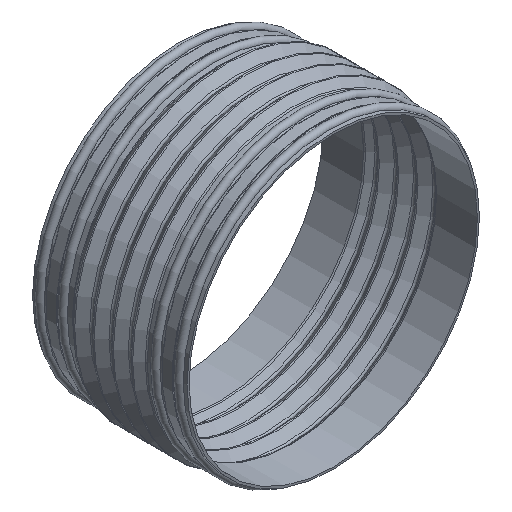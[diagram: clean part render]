
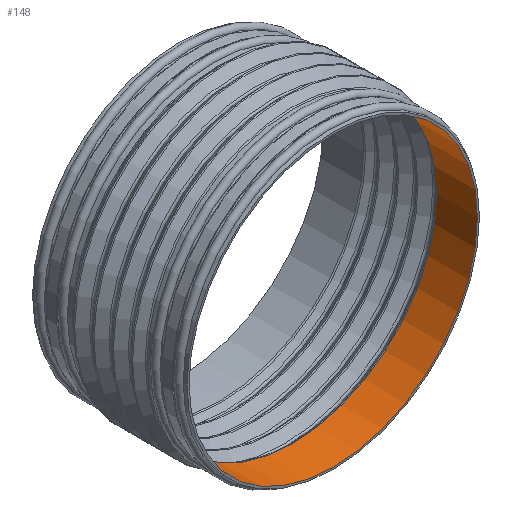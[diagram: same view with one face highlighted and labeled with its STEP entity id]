
A CAD part, isometric view. The second image highlights one B-rep face of the part: STEP entity #148.
In plain terms, the highlighted cylindrical face has radius 140 mm (diameter 280 mm), a full revolution.
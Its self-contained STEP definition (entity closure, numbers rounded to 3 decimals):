
#148 = ADVANCED_FACE( '', ( #377, #378 ), #379, .F. );
#377 = FACE_OUTER_BOUND( '', #724, .T. );
#378 = FACE_OUTER_BOUND( '', #725, .T. );
#379 = CYLINDRICAL_SURFACE( '', #726, 140. );
#724 = EDGE_LOOP( '', ( #1120 ) );
#725 = EDGE_LOOP( '', ( #1121 ) );
#726 = AXIS2_PLACEMENT_3D( '', #1122, #1123, #1124 );
#1120 = ORIENTED_EDGE( '', *, *, #1785, .T. );
#1121 = ORIENTED_EDGE( '', *, *, #1786, .F. );
#1122 = CARTESIAN_POINT( '', ( 0., 0., 0. ) );
#1123 = DIRECTION( '', ( 0., 1., 0. ) );
#1124 = DIRECTION( '', ( 0., 0., -1. ) );
#1785 = EDGE_CURVE( '', #2097, #2097, #2098, .T. );
#1786 = EDGE_CURVE( '', #2099, #2099, #2100, .T. );
#2097 = VERTEX_POINT( '', #2502 );
#2098 = CIRCLE( '', #2503, 140. );
#2099 = VERTEX_POINT( '', #2504 );
#2100 = CIRCLE( '', #2505, 140. );
#2502 = CARTESIAN_POINT( '', ( 0., 0., -140. ) );
#2503 = AXIS2_PLACEMENT_3D( '', #2957, #2958, #2959 );
#2504 = CARTESIAN_POINT( '', ( 0., 39.5, -140. ) );
#2505 = AXIS2_PLACEMENT_3D( '', #2960, #2961, #2962 );
#2957 = CARTESIAN_POINT( '', ( 0., 0., 0. ) );
#2958 = DIRECTION( '', ( 0., -1., 0. ) );
#2959 = DIRECTION( '', ( 0., 0., -1. ) );
#2960 = CARTESIAN_POINT( '', ( 0., 39.5, 0. ) );
#2961 = DIRECTION( '', ( 0., -1., 0. ) );
#2962 = DIRECTION( '', ( 0., 0., -1. ) );
